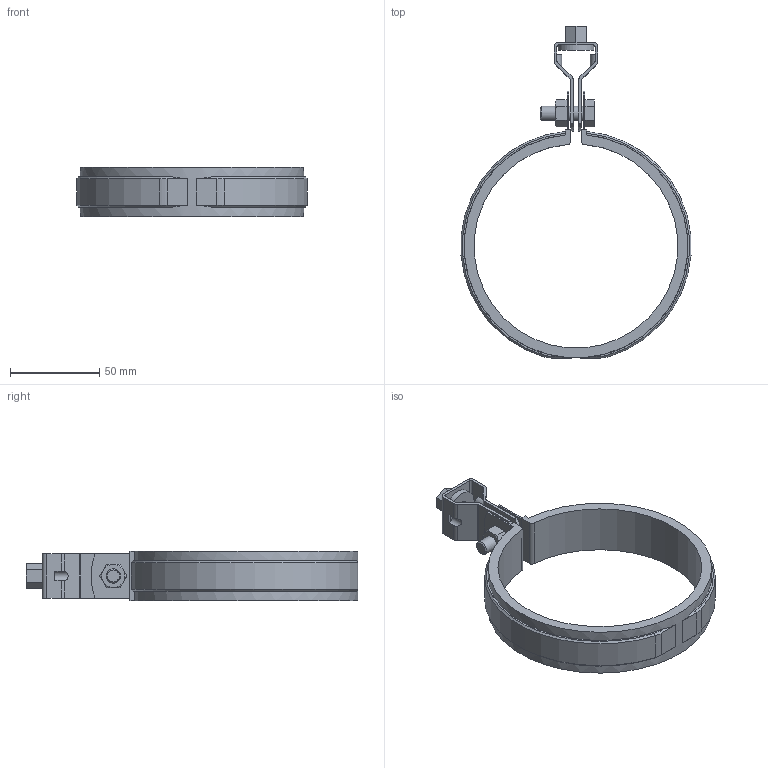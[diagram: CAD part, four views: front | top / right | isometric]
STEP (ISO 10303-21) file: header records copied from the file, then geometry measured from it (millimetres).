
FILE_DESCRIPTION( ( 'STEP AP203' ), '1' );
FILE_NAME( '100SU.step', '2022-07-15T05:52:27', ( ' ' ), ( ' ' ), 'XStep 1.0', ' ', ' ' );
FILE_SCHEMA( ( 'CONFIG_CONTROL_DESIGN' ) );
Length unit declared in the file: millimetre
Products named in the file (6): 1; 2; 3; 4; 5; 6
Bounding box: 128.92 x 186.05 x 28 mm (x, y, z)
Volume: 75409.9 mm3; surface area: 78114.1 mm2
Topology: 6 solids, 6 shells, 208 faces, 578 edges, 380 vertices
Faces by surface type: plane 94, cylinder 75, cone 17, bspline 12, offset 6, extrusion 4
Full cylindrical faces by diameter (mm): 6.647 x1, 8 x1, 8.5 x1, 9 x2, 10.5 x2, 15 x1, 20 x1
Entity records: 9502 total; most frequent: CARTESIAN_POINT 4064, ORIENTED_EDGE 1122, DIRECTION 1000, EDGE_CURVE 561, VERTEX_POINT 375, AXIS2_PLACEMENT_3D 359, VECTOR 282, LINE 278
